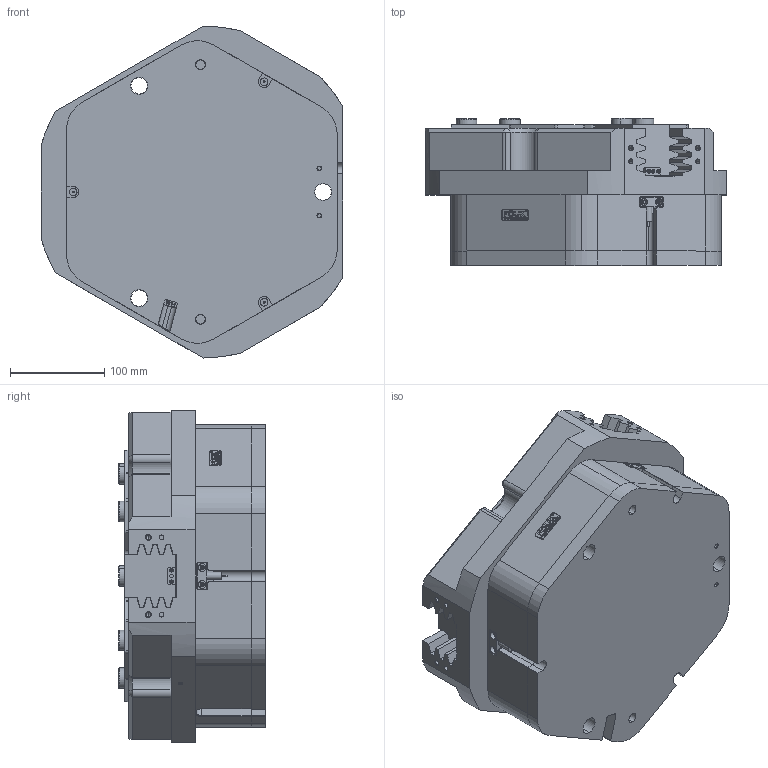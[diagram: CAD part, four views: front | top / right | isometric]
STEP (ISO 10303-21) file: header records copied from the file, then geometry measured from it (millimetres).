
FILE_DESCRIPTION (( 'STEP AP203' ), '1' );
FILE_NAME ('FZ220-352.STEP', '2024-12-20T06:23:27', ( 'USER-' ), ( 'Microsoft' ), 'SwSTEP 2.0', 'SolidWorks 2018', '' );
FILE_SCHEMA (( 'CONFIG_CONTROL_DESIGN' ));
Length unit declared in the file: millimetre
Products named in the file (12): TZT220-352-M-01 褲极; 32x12-R2; TR300-15-1晚假蚾輸; TZT220-352-M-06 笢猾啣; FZ220-352; 电容传感器; 湮酴; 埴翐芛_GB_FASTENER_SCREWS_HSHCS M2X8-N; TZT220-352-M-02 賑輸; 昹親棠覜羲壽; TZT220-352-M-05 菁裔啣; ﾏ擎ﾗ22｡ﾁ18｡ﾁ14
Assembly tree (30 placements, depth 2):
  FZ220-352
    TZT220-352-M-02 賑輸  x3
    TZT220-352-M-05 菁裔啣
    电容传感器  x3
    湮酴  x3
    TZT220-352-M-01 褲极
    TZT220-352-M-06 笢猾啣
    TR300-15-1晚假蚾輸  x3
    埴翐芛_GB_FASTENER_SCREWS_HSHCS M2X8-N  x6
    32x12-R2
    昹親棠覜羲壽  x2
    ﾏ擎ﾗ22｡ﾁ18｡ﾁ14  x6
Bounding box: 320 x 155.5 x 351.96 mm (x, y, z)
Volume: 10465809.5 mm3; surface area: 800901.2 mm2
Topology: 30 solids, 32 shells, 1968 faces, 4990 edges, 3121 vertices
Faces by surface type: plane 1015, cylinder 528, cone 256, bspline 157, torus 12
Entity records: 51880 total; most frequent: CARTESIAN_POINT 14645, ORIENTED_EDGE 7564, DIRECTION 7004, EDGE_CURVE 3782, LINE 2468, VECTOR 2468, VERTEX_POINT 2404, AXIS2_PLACEMENT_3D 2268
